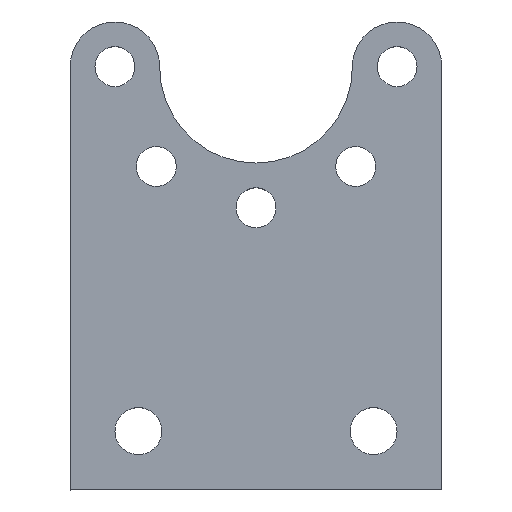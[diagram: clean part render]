
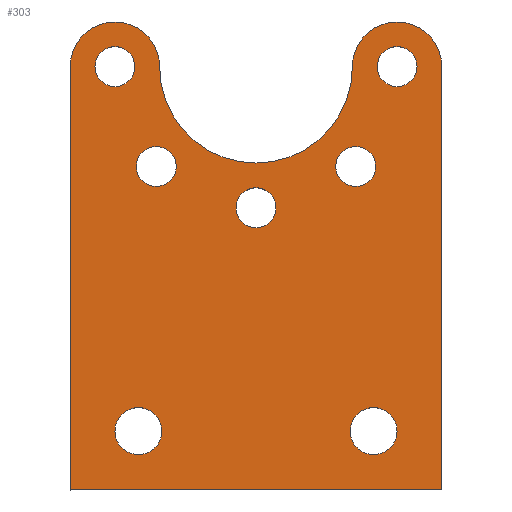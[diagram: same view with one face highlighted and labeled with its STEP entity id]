
A CAD part, top view. The second image highlights one B-rep face of the part: STEP entity #303.
In plain terms, the highlighted planar face has unit normal (0, 0, 1).
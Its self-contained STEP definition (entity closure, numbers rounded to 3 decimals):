
#22=FACE_BOUND('',#71,.T.);
#23=FACE_BOUND('',#72,.T.);
#24=FACE_BOUND('',#73,.T.);
#25=FACE_BOUND('',#74,.T.);
#26=FACE_BOUND('',#75,.T.);
#27=FACE_BOUND('',#76,.T.);
#28=FACE_BOUND('',#77,.T.);
#33=PLANE('',#352);
#48=FACE_OUTER_BOUND('',#70,.T.);
#70=EDGE_LOOP('',(#266,#267,#268,#269,#270,#271));
#71=EDGE_LOOP('',(#272));
#72=EDGE_LOOP('',(#273));
#73=EDGE_LOOP('',(#274));
#74=EDGE_LOOP('',(#275));
#75=EDGE_LOOP('',(#276));
#76=EDGE_LOOP('',(#277));
#77=EDGE_LOOP('',(#278));
#89=LINE('',#504,#108);
#91=LINE('',#508,#110);
#96=LINE('',#523,#115);
#108=VECTOR('',#418,10.);
#110=VECTOR('',#422,10.);
#115=VECTOR('',#441,10.);
#116=CIRCLE('',#319,0.85);
#118=CIRCLE('',#322,1.);
#120=CIRCLE('',#325,0.85);
#122=CIRCLE('',#328,0.85);
#124=CIRCLE('',#331,1.);
#126=CIRCLE('',#334,0.85);
#128=CIRCLE('',#337,0.85);
#133=CIRCLE('',#346,1.9);
#134=CIRCLE('',#348,4.1);
#135=CIRCLE('',#350,1.9);
#136=VERTEX_POINT('',#446);
#138=VERTEX_POINT('',#452);
#140=VERTEX_POINT('',#458);
#142=VERTEX_POINT('',#464);
#144=VERTEX_POINT('',#470);
#146=VERTEX_POINT('',#476);
#148=VERTEX_POINT('',#482);
#156=VERTEX_POINT('',#501);
#157=VERTEX_POINT('',#503);
#158=VERTEX_POINT('',#507);
#159=VERTEX_POINT('',#511);
#160=VERTEX_POINT('',#515);
#161=VERTEX_POINT('',#519);
#162=EDGE_CURVE('',#136,#136,#116,.T.);
#165=EDGE_CURVE('',#138,#138,#118,.T.);
#168=EDGE_CURVE('',#140,#140,#120,.T.);
#171=EDGE_CURVE('',#142,#142,#122,.T.);
#174=EDGE_CURVE('',#144,#144,#124,.T.);
#177=EDGE_CURVE('',#146,#146,#126,.T.);
#180=EDGE_CURVE('',#148,#148,#128,.T.);
#190=EDGE_CURVE('',#157,#156,#89,.T.);
#192=EDGE_CURVE('',#158,#157,#91,.T.);
#194=EDGE_CURVE('',#159,#158,#133,.T.);
#196=EDGE_CURVE('',#160,#159,#134,.T.);
#198=EDGE_CURVE('',#161,#160,#135,.T.);
#200=EDGE_CURVE('',#156,#161,#96,.T.);
#266=ORIENTED_EDGE('',*,*,#194,.T.);
#267=ORIENTED_EDGE('',*,*,#192,.T.);
#268=ORIENTED_EDGE('',*,*,#190,.T.);
#269=ORIENTED_EDGE('',*,*,#200,.T.);
#270=ORIENTED_EDGE('',*,*,#198,.T.);
#271=ORIENTED_EDGE('',*,*,#196,.T.);
#272=ORIENTED_EDGE('',*,*,#162,.T.);
#273=ORIENTED_EDGE('',*,*,#165,.T.);
#274=ORIENTED_EDGE('',*,*,#168,.T.);
#275=ORIENTED_EDGE('',*,*,#171,.T.);
#276=ORIENTED_EDGE('',*,*,#174,.T.);
#277=ORIENTED_EDGE('',*,*,#177,.T.);
#278=ORIENTED_EDGE('',*,*,#180,.T.);
#303=ADVANCED_FACE('',(#48,#22,#23,#24,#25,#26,#27,#28),#33,.T.);
#319=AXIS2_PLACEMENT_3D('',#447,#357,#358);
#322=AXIS2_PLACEMENT_3D('',#453,#364,#365);
#325=AXIS2_PLACEMENT_3D('',#459,#371,#372);
#328=AXIS2_PLACEMENT_3D('',#465,#378,#379);
#331=AXIS2_PLACEMENT_3D('',#471,#385,#386);
#334=AXIS2_PLACEMENT_3D('',#477,#392,#393);
#337=AXIS2_PLACEMENT_3D('',#483,#399,#400);
#346=AXIS2_PLACEMENT_3D('',#512,#426,#427);
#348=AXIS2_PLACEMENT_3D('',#516,#431,#432);
#350=AXIS2_PLACEMENT_3D('',#520,#436,#437);
#352=AXIS2_PLACEMENT_3D('',#524,#442,#443);
#357=DIRECTION('center_axis',(0.,0.,-1.));
#358=DIRECTION('ref_axis',(1.,0.,0.));
#364=DIRECTION('center_axis',(0.,0.,-1.));
#365=DIRECTION('ref_axis',(1.,0.,0.));
#371=DIRECTION('center_axis',(0.,0.,-1.));
#372=DIRECTION('ref_axis',(1.,0.,0.));
#378=DIRECTION('center_axis',(0.,0.,-1.));
#379=DIRECTION('ref_axis',(1.,0.,0.));
#385=DIRECTION('center_axis',(0.,0.,-1.));
#386=DIRECTION('ref_axis',(1.,0.,0.));
#392=DIRECTION('center_axis',(0.,0.,-1.));
#393=DIRECTION('ref_axis',(1.,0.,0.));
#399=DIRECTION('center_axis',(0.,0.,-1.));
#400=DIRECTION('ref_axis',(1.,0.,0.));
#418=DIRECTION('',(1.,0.,0.));
#422=DIRECTION('',(0.,-1.,0.));
#426=DIRECTION('center_axis',(0.,0.,1.));
#427=DIRECTION('ref_axis',(-1.,0.,0.));
#431=DIRECTION('center_axis',(0.,0.,-1.));
#432=DIRECTION('ref_axis',(-1.,0.,0.));
#436=DIRECTION('center_axis',(0.,0.,1.));
#437=DIRECTION('ref_axis',(-1.,0.,0.));
#441=DIRECTION('',(0.,1.,0.));
#442=DIRECTION('center_axis',(0.,0.,1.));
#443=DIRECTION('ref_axis',(-1.,0.,0.));
#446=CARTESIAN_POINT('',(-15.068,153.062,-99.465));
#447=CARTESIAN_POINT('Origin',(-14.218,153.062,-99.465));
#452=CARTESIAN_POINT('',(-20.218,143.562,-99.465));
#453=CARTESIAN_POINT('Origin',(-19.218,143.562,-99.465));
#458=CARTESIAN_POINT('',(-19.311,154.82,-99.465));
#459=CARTESIAN_POINT('Origin',(-18.461,154.82,-99.465));
#464=CARTESIAN_POINT('',(-10.825,154.82,-99.465));
#465=CARTESIAN_POINT('Origin',(-9.975,154.82,-99.465));
#470=CARTESIAN_POINT('',(-10.218,143.562,-99.465));
#471=CARTESIAN_POINT('Origin',(-9.218,143.562,-99.465));
#476=CARTESIAN_POINT('',(-21.068,159.062,-99.465));
#477=CARTESIAN_POINT('Origin',(-20.218,159.062,-99.465));
#482=CARTESIAN_POINT('',(-9.068,159.062,-99.465));
#483=CARTESIAN_POINT('Origin',(-8.218,159.062,-99.465));
#501=CARTESIAN_POINT('',(-6.318,141.062,-99.465));
#503=CARTESIAN_POINT('',(-22.118,141.062,-99.465));
#504=CARTESIAN_POINT('',(-22.118,141.062,-99.465));
#507=CARTESIAN_POINT('',(-22.118,159.062,-99.465));
#508=CARTESIAN_POINT('',(-22.118,159.062,-99.465));
#511=CARTESIAN_POINT('',(-18.318,159.062,-99.465));
#512=CARTESIAN_POINT('Origin',(-20.218,159.062,-99.465));
#515=CARTESIAN_POINT('',(-10.118,159.062,-99.465));
#516=CARTESIAN_POINT('Origin',(-14.218,159.062,-99.465));
#519=CARTESIAN_POINT('',(-6.318,159.062,-99.465));
#520=CARTESIAN_POINT('Origin',(-8.218,159.062,-99.465));
#523=CARTESIAN_POINT('',(-6.318,159.062,-99.465));
#524=CARTESIAN_POINT('Origin',(-14.218,151.012,-99.465));
